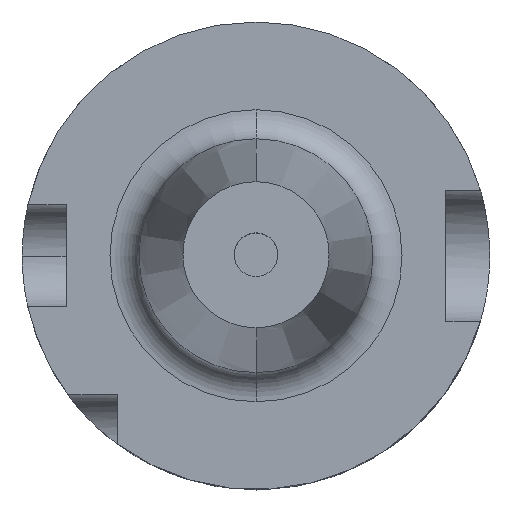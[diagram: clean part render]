
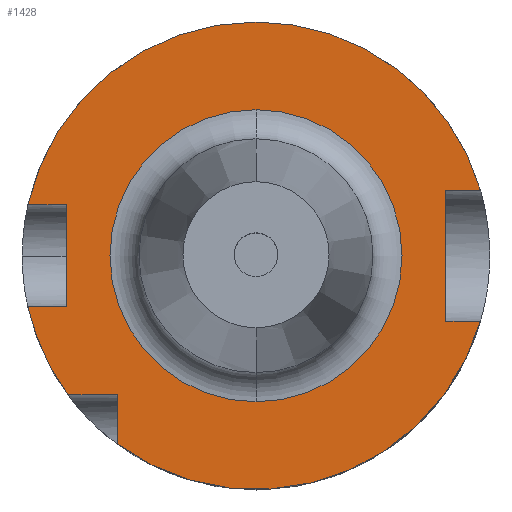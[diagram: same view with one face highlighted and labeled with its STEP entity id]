
A CAD part, top view. The second image highlights one B-rep face of the part: STEP entity #1428.
In plain terms, the highlighted planar face has unit normal (0, 0, 1).
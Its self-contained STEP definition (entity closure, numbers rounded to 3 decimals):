
#50 = EDGE_CURVE ( 'NONE', #3093, #2665, #843, .T. ) ;
#56 = CARTESIAN_POINT ( 'NONE',  ( 0., 16., 20. ) ) ;
#75 = ORIENTED_EDGE ( 'NONE', *, *, #690, .F. ) ;
#103 = ORIENTED_EDGE ( 'NONE', *, *, #2622, .T. ) ;
#121 = AXIS2_PLACEMENT_3D ( 'NONE', #3310, #2758, #3324 ) ;
#162 = DIRECTION ( 'NONE',  ( -1., 0., 0. ) ) ;
#176 = LINE ( 'NONE', #2327, #2426 ) ;
#202 = CARTESIAN_POINT ( 'NONE',  ( -13., 3.5, 20. ) ) ;
#241 = EDGE_CURVE ( 'NONE', #1638, #3333, #3114, .T. ) ;
#243 = EDGE_CURVE ( 'NONE', #934, #2100, #536, .T. ) ;
#251 = CARTESIAN_POINT ( 'NONE',  ( 13., -4.5, 20. ) ) ;
#284 = EDGE_CURVE ( 'NONE', #418, #1498, #176, .T. ) ;
#287 = CARTESIAN_POINT ( 'NONE',  ( -12.874, -9.5, 20. ) ) ;
#385 = AXIS2_PLACEMENT_3D ( 'NONE', #3373, #462, #482 ) ;
#418 = VERTEX_POINT ( 'NONE', #2472 ) ;
#423 = CARTESIAN_POINT ( 'NONE',  ( 23., 4.5, 20. ) ) ;
#462 = DIRECTION ( 'NONE',  ( 0., 0., 1. ) ) ;
#471 = FACE_OUTER_BOUND ( 'NONE', #1852, .T. ) ;
#482 = DIRECTION ( 'NONE',  ( 0., -1., 0. ) ) ;
#509 = DIRECTION ( 'NONE',  ( 0., 1., 0. ) ) ;
#515 = EDGE_CURVE ( 'NONE', #2770, #2100, #1744, .T. ) ;
#520 = VECTOR ( 'NONE', #1517, 1000. ) ;
#535 = ORIENTED_EDGE ( 'NONE', *, *, #3101, .T. ) ;
#536 = LINE ( 'NONE', #1465, #1258 ) ;
#570 = AXIS2_PLACEMENT_3D ( 'NONE', #1778, #1010, #2899 ) ;
#645 = VERTEX_POINT ( 'NONE', #3349 ) ;
#663 = EDGE_CURVE ( 'NONE', #2665, #2255, #1617, .T. ) ;
#690 = EDGE_CURVE ( 'NONE', #2825, #2770, #2995, .T. ) ;
#704 = LINE ( 'NONE', #1241, #520 ) ;
#744 = VECTOR ( 'NONE', #2272, 1000. ) ;
#778 = DIRECTION ( 'NONE',  ( 0., 1., 0. ) ) ;
#843 = LINE ( 'NONE', #423, #1618 ) ;
#852 = ORIENTED_EDGE ( 'NONE', *, *, #241, .F. ) ;
#896 = ORIENTED_EDGE ( 'NONE', *, *, #284, .F. ) ;
#934 = VERTEX_POINT ( 'NONE', #202 ) ;
#964 = CARTESIAN_POINT ( 'NONE',  ( 0., 0., 20. ) ) ;
#977 = EDGE_CURVE ( 'NONE', #3333, #3093, #1409, .T. ) ;
#995 = PLANE ( 'NONE',  #385 ) ;
#1010 = DIRECTION ( 'NONE',  ( 0., 0., -1. ) ) ;
#1040 = CARTESIAN_POINT ( 'NONE',  ( 0., 0., 20. ) ) ;
#1063 = CARTESIAN_POINT ( 'NONE',  ( -9.5, -9.5, 20. ) ) ;
#1155 = AXIS2_PLACEMENT_3D ( 'NONE', #1040, #2657, #2101 ) ;
#1219 = CARTESIAN_POINT ( 'NONE',  ( 13., 4.5, 20. ) ) ;
#1231 = DIRECTION ( 'NONE',  ( 0., 0., -1. ) ) ;
#1237 = VERTEX_POINT ( 'NONE', #2208 ) ;
#1241 = CARTESIAN_POINT ( 'NONE',  ( -23., 3.5, 20. ) ) ;
#1258 = VECTOR ( 'NONE', #3065, 1000. ) ;
#1269 = CARTESIAN_POINT ( 'NONE',  ( 0., 0., 20. ) ) ;
#1311 = EDGE_CURVE ( 'NONE', #1498, #2825, #2112, .T. ) ;
#1315 = AXIS2_PLACEMENT_3D ( 'NONE', #964, #1231, #2311 ) ;
#1316 = CIRCLE ( 'NONE', #1155, 9.997 ) ;
#1343 = ORIENTED_EDGE ( 'NONE', *, *, #977, .F. ) ;
#1352 = EDGE_CURVE ( 'NONE', #1638, #934, #704, .T. ) ;
#1409 = CIRCLE ( 'NONE', #2491, 16. ) ;
#1422 = ORIENTED_EDGE ( 'NONE', *, *, #663, .F. ) ;
#1428 = ADVANCED_FACE ( 'NONE', ( #1439, #471 ), #995, .T. ) ;
#1439 = FACE_BOUND ( 'NONE', #2477, .T. ) ;
#1451 = CARTESIAN_POINT ( 'NONE',  ( 0., -9.5, 20. ) ) ;
#1465 = CARTESIAN_POINT ( 'NONE',  ( -13., -3.5, 20. ) ) ;
#1498 = VERTEX_POINT ( 'NONE', #1063 ) ;
#1501 = CARTESIAN_POINT ( 'NONE',  ( 13., 4.5, 20. ) ) ;
#1513 = CARTESIAN_POINT ( 'NONE',  ( 0., 0., 20. ) ) ;
#1517 = DIRECTION ( 'NONE',  ( 1., 0., 0. ) ) ;
#1560 = VECTOR ( 'NONE', #162, 1000. ) ;
#1578 = CARTESIAN_POINT ( 'NONE',  ( -15.612, -3.5, 20. ) ) ;
#1617 = LINE ( 'NONE', #1501, #3071 ) ;
#1618 = VECTOR ( 'NONE', #2793, 1000. ) ;
#1638 = VERTEX_POINT ( 'NONE', #2379 ) ;
#1655 = VECTOR ( 'NONE', #1773, 1000. ) ;
#1744 = LINE ( 'NONE', #2556, #1655 ) ;
#1746 = ORIENTED_EDGE ( 'NONE', *, *, #50, .F. ) ;
#1747 = CARTESIAN_POINT ( 'NONE',  ( 0., -9.997, 20. ) ) ;
#1773 = DIRECTION ( 'NONE',  ( 1., 0., 0. ) ) ;
#1778 = CARTESIAN_POINT ( 'NONE',  ( 0., 0., 20. ) ) ;
#1836 = DIRECTION ( 'NONE',  ( 0., 0., -1. ) ) ;
#1849 = AXIS2_PLACEMENT_3D ( 'NONE', #1269, #1836, #2375 ) ;
#1852 = EDGE_LOOP ( 'NONE', ( #2848, #2474, #2397, #75, #3304, #896, #2114, #103, #1422, #1746, #1343, #852 ) ) ;
#1950 = CARTESIAN_POINT ( 'NONE',  ( -13., -3.5, 20. ) ) ;
#2019 = LINE ( 'NONE', #2795, #1560 ) ;
#2100 = VERTEX_POINT ( 'NONE', #1950 ) ;
#2101 = DIRECTION ( 'NONE',  ( 0., -1., 0. ) ) ;
#2112 = LINE ( 'NONE', #1451, #744 ) ;
#2114 = ORIENTED_EDGE ( 'NONE', *, *, #3237, .F. ) ;
#2150 = EDGE_CURVE ( 'NONE', #1237, #3209, #1316, .T. ) ;
#2208 = CARTESIAN_POINT ( 'NONE',  ( 0., 9.997, 20. ) ) ;
#2255 = VERTEX_POINT ( 'NONE', #251 ) ;
#2272 = DIRECTION ( 'NONE',  ( -1., 0., 0. ) ) ;
#2311 = DIRECTION ( 'NONE',  ( 0., 1., 0. ) ) ;
#2327 = CARTESIAN_POINT ( 'NONE',  ( -9.5, 16., 20. ) ) ;
#2375 = DIRECTION ( 'NONE',  ( 0., 1., 0. ) ) ;
#2379 = CARTESIAN_POINT ( 'NONE',  ( -15.612, 3.5, 20. ) ) ;
#2397 = ORIENTED_EDGE ( 'NONE', *, *, #515, .F. ) ;
#2426 = VECTOR ( 'NONE', #509, 1000. ) ;
#2472 = CARTESIAN_POINT ( 'NONE',  ( -9.5, -12.874, 20. ) ) ;
#2474 = ORIENTED_EDGE ( 'NONE', *, *, #243, .T. ) ;
#2477 = EDGE_LOOP ( 'NONE', ( #535, #3248 ) ) ;
#2491 = AXIS2_PLACEMENT_3D ( 'NONE', #1513, #2626, #778 ) ;
#2556 = CARTESIAN_POINT ( 'NONE',  ( -23., -3.5, 20. ) ) ;
#2622 = EDGE_CURVE ( 'NONE', #645, #2255, #2019, .T. ) ;
#2626 = DIRECTION ( 'NONE',  ( 0., 0., -1. ) ) ;
#2657 = DIRECTION ( 'NONE',  ( 0., 0., -1. ) ) ;
#2665 = VERTEX_POINT ( 'NONE', #1219 ) ;
#2758 = DIRECTION ( 'NONE',  ( 0., 0., -1. ) ) ;
#2770 = VERTEX_POINT ( 'NONE', #1578 ) ;
#2793 = DIRECTION ( 'NONE',  ( -1., 0., 0. ) ) ;
#2795 = CARTESIAN_POINT ( 'NONE',  ( 23., -4.5, 20. ) ) ;
#2825 = VERTEX_POINT ( 'NONE', #287 ) ;
#2848 = ORIENTED_EDGE ( 'NONE', *, *, #1352, .T. ) ;
#2899 = DIRECTION ( 'NONE',  ( 0., 1., 0. ) ) ;
#2995 = CIRCLE ( 'NONE', #1849, 16. ) ;
#3037 = CARTESIAN_POINT ( 'NONE',  ( 15.354, 4.5, 20. ) ) ;
#3049 = CIRCLE ( 'NONE', #121, 9.997 ) ;
#3065 = DIRECTION ( 'NONE',  ( 0., -1., 0. ) ) ;
#3071 = VECTOR ( 'NONE', #3360, 1000. ) ;
#3093 = VERTEX_POINT ( 'NONE', #3037 ) ;
#3101 = EDGE_CURVE ( 'NONE', #3209, #1237, #3049, .T. ) ;
#3114 = CIRCLE ( 'NONE', #570, 16. ) ;
#3209 = VERTEX_POINT ( 'NONE', #1747 ) ;
#3237 = EDGE_CURVE ( 'NONE', #645, #418, #3390, .T. ) ;
#3248 = ORIENTED_EDGE ( 'NONE', *, *, #2150, .T. ) ;
#3304 = ORIENTED_EDGE ( 'NONE', *, *, #1311, .F. ) ;
#3310 = CARTESIAN_POINT ( 'NONE',  ( 0., 0., 20. ) ) ;
#3324 = DIRECTION ( 'NONE',  ( 0., -1., 0. ) ) ;
#3333 = VERTEX_POINT ( 'NONE', #56 ) ;
#3349 = CARTESIAN_POINT ( 'NONE',  ( 15.354, -4.5, 20. ) ) ;
#3360 = DIRECTION ( 'NONE',  ( 0., -1., 0. ) ) ;
#3373 = CARTESIAN_POINT ( 'NONE',  ( 0., 16., 20. ) ) ;
#3390 = CIRCLE ( 'NONE', #1315, 16. ) ;
